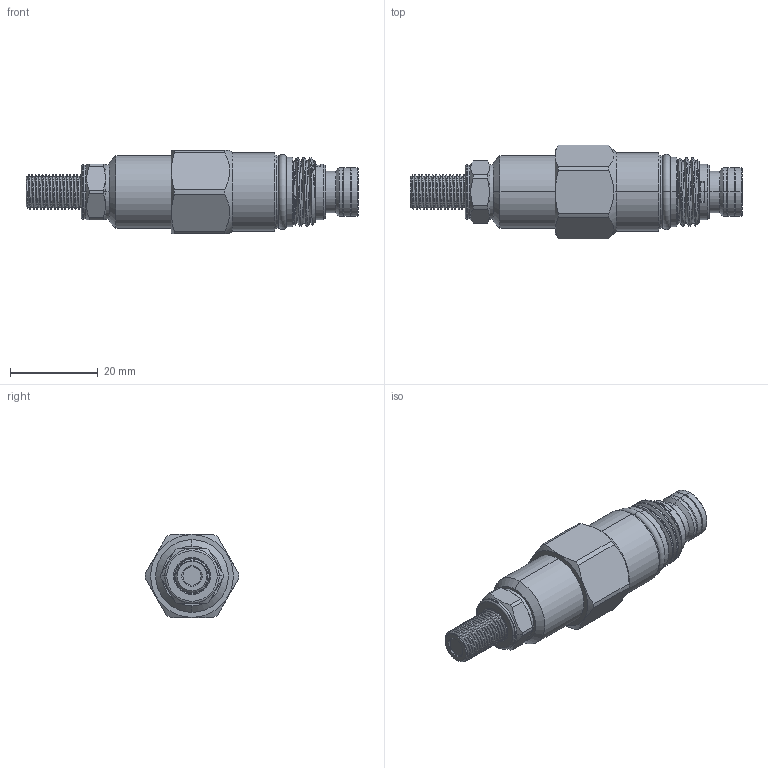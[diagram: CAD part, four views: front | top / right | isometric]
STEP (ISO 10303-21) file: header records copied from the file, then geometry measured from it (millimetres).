
FILE_DESCRIPTION (( 'STEP AP203' ), '1' );
FILE_NAME ('RD8A21-L.STEP', '2025-02-18T08:43:36', ( '' ), ( '' ), 'SwSTEP 2.0', 'SolidWorks 2018', '' );
FILE_SCHEMA (( 'CONFIG_CONTROL_DESIGN' ));
Length unit declared in the file: millimetre
Products named in the file (1): RD8A21-L
Bounding box: 75.87 x 21.4 x 19.05 mm (x, y, z)
Volume: 13828.1 mm3; surface area: 4606.6 mm2
Topology: 1 solids, 1 shells, 195 faces, 484 edges, 307 vertices
Faces by surface type: cylinder 93, plane 47, cone 42, bspline 7, torus 6
Entity records: 13117 total; most frequent: CARTESIAN_POINT 8658, ORIENTED_EDGE 964, DIRECTION 889, EDGE_CURVE 482, AXIS2_PLACEMENT_3D 364, VERTEX_POINT 307, EDGE_LOOP 213, FACE_OUTER_BOUND 195
